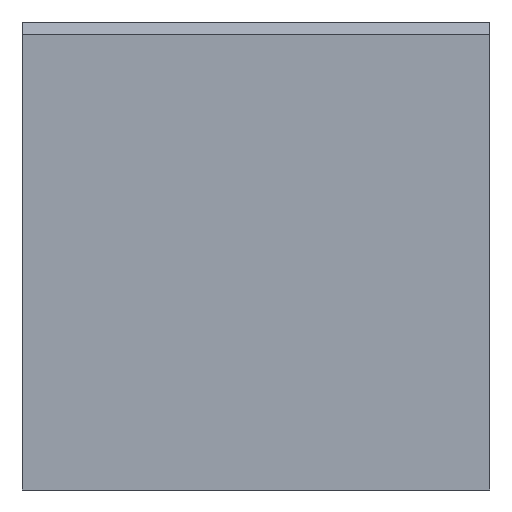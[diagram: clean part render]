
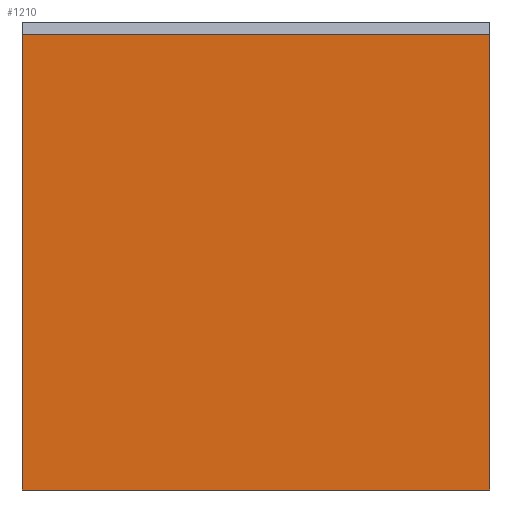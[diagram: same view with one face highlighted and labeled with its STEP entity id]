
A CAD part, left-side view. The second image highlights one B-rep face of the part: STEP entity #1210.
In plain terms, the highlighted planar face has unit normal (-1, 0, 0).
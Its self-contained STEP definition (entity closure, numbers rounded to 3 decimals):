
#45 = DIRECTION ( 'NONE',  ( 0., 0., -1. ) ) ;
#307 = LINE ( 'NONE', #1421, #4997 ) ;
#345 = EDGE_CURVE ( 'NONE', #3341, #4577, #307, .T. ) ;
#378 = CARTESIAN_POINT ( 'NONE',  ( -12.5, -12.5, 0. ) ) ;
#697 = ORIENTED_EDGE ( 'NONE', *, *, #3424, .F. ) ;
#1026 = DIRECTION ( 'NONE',  ( -1., 0., 0. ) ) ;
#1052 = CARTESIAN_POINT ( 'NONE',  ( -12.5, 12.5, 0. ) ) ;
#1090 = VERTEX_POINT ( 'NONE', #3320 ) ;
#1210 = ADVANCED_FACE ( 'NONE', ( #3416 ), #3855, .T. ) ;
#1224 = LINE ( 'NONE', #4392, #2217 ) ;
#1276 = CARTESIAN_POINT ( 'NONE',  ( -12.5, 12.5, 0. ) ) ;
#1333 = EDGE_CURVE ( 'NONE', #1090, #2615, #3158, .T. ) ;
#1421 = CARTESIAN_POINT ( 'NONE',  ( -12.5, 12.5, 24.32 ) ) ;
#1731 = ORIENTED_EDGE ( 'NONE', *, *, #345, .T. ) ;
#1912 = DIRECTION ( 'NONE',  ( 0., -1., 0. ) ) ;
#2017 = ORIENTED_EDGE ( 'NONE', *, *, #1333, .F. ) ;
#2036 = AXIS2_PLACEMENT_3D ( 'NONE', #5056, #1026, #3471 ) ;
#2217 = VECTOR ( 'NONE', #1912, 1000. ) ;
#2348 = CARTESIAN_POINT ( 'NONE',  ( -12.5, -12.5, 24.32 ) ) ;
#2492 = LINE ( 'NONE', #1276, #4047 ) ;
#2584 = DIRECTION ( 'NONE',  ( 0., 0., -1. ) ) ;
#2615 = VERTEX_POINT ( 'NONE', #378 ) ;
#2833 = DIRECTION ( 'NONE',  ( 0., -1., 0. ) ) ;
#3158 = LINE ( 'NONE', #2348, #4601 ) ;
#3320 = CARTESIAN_POINT ( 'NONE',  ( -12.5, -12.5, 24.32 ) ) ;
#3341 = VERTEX_POINT ( 'NONE', #4692 ) ;
#3416 = FACE_OUTER_BOUND ( 'NONE', #4602, .T. ) ;
#3424 = EDGE_CURVE ( 'NONE', #3341, #1090, #1224, .T. ) ;
#3471 = DIRECTION ( 'NONE',  ( 0., 0., 1. ) ) ;
#3492 = EDGE_CURVE ( 'NONE', #4577, #2615, #2492, .T. ) ;
#3855 = PLANE ( 'NONE',  #2036 ) ;
#3984 = ORIENTED_EDGE ( 'NONE', *, *, #3492, .T. ) ;
#4047 = VECTOR ( 'NONE', #2833, 1000. ) ;
#4392 = CARTESIAN_POINT ( 'NONE',  ( -12.5, 12.5, 24.32 ) ) ;
#4577 = VERTEX_POINT ( 'NONE', #1052 ) ;
#4601 = VECTOR ( 'NONE', #45, 1000. ) ;
#4602 = EDGE_LOOP ( 'NONE', ( #697, #1731, #3984, #2017 ) ) ;
#4692 = CARTESIAN_POINT ( 'NONE',  ( -12.5, 12.5, 24.32 ) ) ;
#4997 = VECTOR ( 'NONE', #2584, 1000. ) ;
#5056 = CARTESIAN_POINT ( 'NONE',  ( -12.5, 12.5, 24.32 ) ) ;
